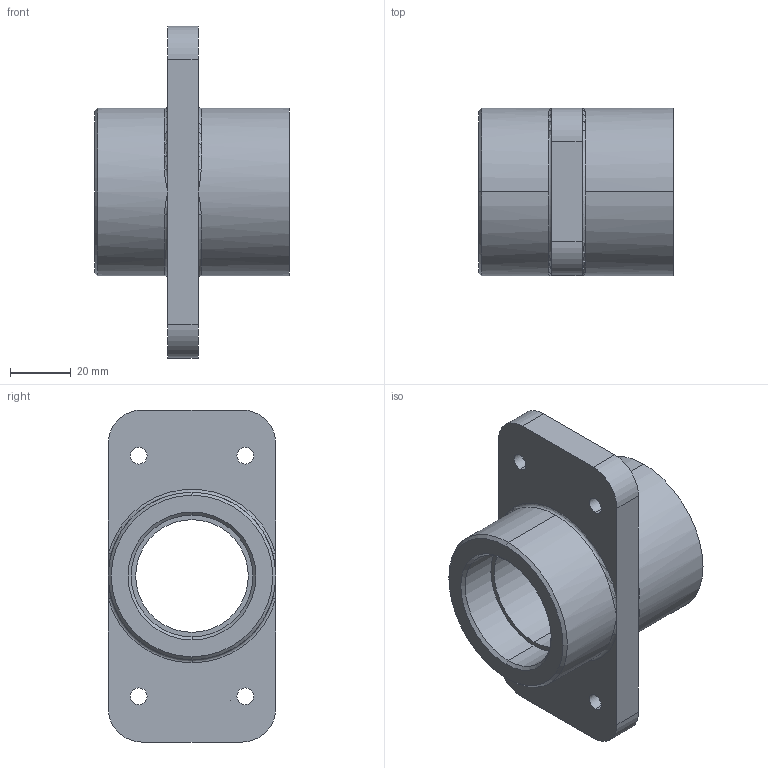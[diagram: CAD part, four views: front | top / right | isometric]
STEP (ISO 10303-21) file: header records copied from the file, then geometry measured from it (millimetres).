
FILE_DESCRIPTION (( 'STEP AP214' ), '1' );
FILE_NAME ('Support roulement.STEP', '2021-06-18T09:08:44', ( '' ), ( '' ), 'SwSTEP 2.0', 'SolidWorks 2020', '' );
FILE_SCHEMA (( 'AUTOMOTIVE_DESIGN' ));
Length unit declared in the file: millimetre
Products named in the file (1): Support roulement
Bounding box: 64 x 55 x 109 mm (x, y, z)
Volume: 103847 mm3; surface area: 30499 mm2
Topology: 1 solids, 1 shells, 66 faces, 162 edges, 96 vertices
Faces by surface type: cylinder 30, plane 16, bspline 8, torus 6, cone 6
Entity records: 2214 total; most frequent: CARTESIAN_POINT 621, DIRECTION 350, ORIENTED_EDGE 308, EDGE_CURVE 154, AXIS2_PLACEMENT_3D 145, VERTEX_POINT 96, CIRCLE 86, EDGE_LOOP 82
